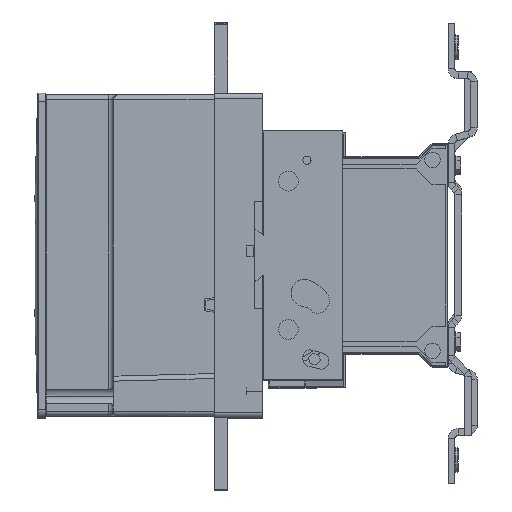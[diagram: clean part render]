
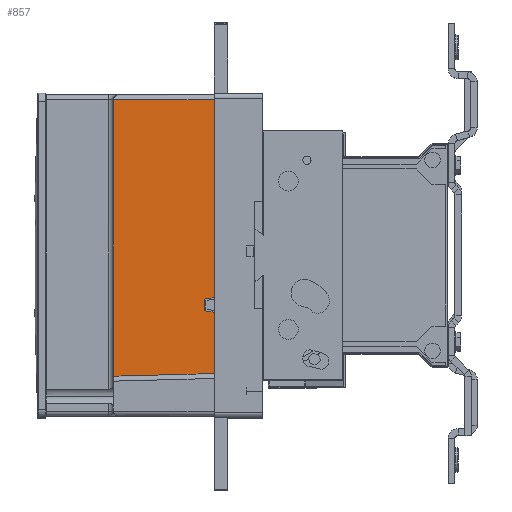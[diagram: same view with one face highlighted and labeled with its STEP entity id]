
A CAD part, top view. The second image highlights one B-rep face of the part: STEP entity #857.
In plain terms, the highlighted planar face has unit normal (0, 0, 1).
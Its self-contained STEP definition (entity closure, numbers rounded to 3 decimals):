
#857 = ADVANCED_FACE ( 'NONE', ( #29826 ), #1711, .F. ) ;
#1227 = CARTESIAN_POINT ( 'NONE',  ( 102., 94.5, 191. ) ) ;
#1711 = PLANE ( 'NONE',  #44988 ) ;
#1879 = CARTESIAN_POINT ( 'NONE',  ( 0., 0., 191. ) ) ;
#4072 = CARTESIAN_POINT ( 'NONE',  ( 102., -97.5, 191. ) ) ;
#5743 = VERTEX_POINT ( 'NONE', #23260 ) ;
#5864 = DIRECTION ( 'NONE',  ( 0., 0., -1. ) ) ;
#6311 = VERTEX_POINT ( 'NONE', #25909 ) ;
#9198 = DIRECTION ( 'NONE',  ( 1., 0., 0. ) ) ;
#9533 = DIRECTION ( 'NONE',  ( -1., 0., 0. ) ) ;
#9822 = DIRECTION ( 'NONE',  ( 0., 1., 0. ) ) ;
#9922 = LINE ( 'NONE', #44080, #28094 ) ;
#10268 = EDGE_LOOP ( 'NONE', ( #19844, #32256, #21822, #11466, #37446, #39977, #40070, #33776 ) ) ;
#10293 = CARTESIAN_POINT ( 'NONE',  ( 40.8, 94.5, 191. ) ) ;
#10415 = CARTESIAN_POINT ( 'NONE',  ( -2.838, -17.224, 191. ) ) ;
#11466 = ORIENTED_EDGE ( 'NONE', *, *, #37816, .F. ) ;
#13031 = VECTOR ( 'NONE', #9822, 1000. ) ;
#13483 = CARTESIAN_POINT ( 'NONE',  ( 96., 0., 191. ) ) ;
#16217 = LINE ( 'NONE', #4072, #19632 ) ;
#17163 = LINE ( 'NONE', #10415, #42721 ) ;
#17916 = VERTEX_POINT ( 'NONE', #25462 ) ;
#18476 = VECTOR ( 'NONE', #24735, 1000. ) ;
#18957 = VECTOR ( 'NONE', #9533, 1000. ) ;
#19632 = VECTOR ( 'NONE', #44386, 1000. ) ;
#19844 = ORIENTED_EDGE ( 'NONE', *, *, #46994, .T. ) ;
#20335 = CARTESIAN_POINT ( 'NONE',  ( 0., 94.5, 191. ) ) ;
#21105 = EDGE_CURVE ( 'NONE', #5743, #6311, #45901, .T. ) ;
#21298 = LINE ( 'NONE', #39671, #18476 ) ;
#21349 = DIRECTION ( 'NONE',  ( -1., -0.026, 0. ) ) ;
#21822 = ORIENTED_EDGE ( 'NONE', *, *, #36388, .T. ) ;
#22661 = DIRECTION ( 'NONE',  ( 0., 1., 0. ) ) ;
#23088 = CARTESIAN_POINT ( 'NONE',  ( 96., -26.489, 191. ) ) ;
#23260 = CARTESIAN_POINT ( 'NONE',  ( 102., -71.697, 191. ) ) ;
#24735 = DIRECTION ( 'NONE',  ( 0.987, 0.163, 0. ) ) ;
#25462 = CARTESIAN_POINT ( 'NONE',  ( 96., -33.511, 191. ) ) ;
#25748 = VERTEX_POINT ( 'NONE', #10293 ) ;
#25909 = CARTESIAN_POINT ( 'NONE',  ( 40.8, -73.3, 191. ) ) ;
#27427 = EDGE_CURVE ( 'NONE', #28720, #27992, #16217, .T. ) ;
#27787 = EDGE_CURVE ( 'NONE', #44551, #5743, #42857, .T. ) ;
#27992 = VERTEX_POINT ( 'NONE', #30053 ) ;
#28094 = VECTOR ( 'NONE', #22661, 1000. ) ;
#28720 = VERTEX_POINT ( 'NONE', #1227 ) ;
#29826 = FACE_OUTER_BOUND ( 'NONE', #10268, .T. ) ;
#30053 = CARTESIAN_POINT ( 'NONE',  ( 102., -25.5, 191. ) ) ;
#32124 = EDGE_CURVE ( 'NONE', #17916, #44551, #17163, .T. ) ;
#32190 = CARTESIAN_POINT ( 'NONE',  ( 102., -34.5, 191. ) ) ;
#32256 = ORIENTED_EDGE ( 'NONE', *, *, #27427, .F. ) ;
#32279 = CARTESIAN_POINT ( 'NONE',  ( 102., -97.5, 191. ) ) ;
#32288 = CARTESIAN_POINT ( 'NONE',  ( 40.8, -73.3, 191. ) ) ;
#33776 = ORIENTED_EDGE ( 'NONE', *, *, #41373, .T. ) ;
#36388 = EDGE_CURVE ( 'NONE', #28720, #25748, #45085, .T. ) ;
#37446 = ORIENTED_EDGE ( 'NONE', *, *, #21105, .F. ) ;
#37816 = EDGE_CURVE ( 'NONE', #6311, #25748, #9922, .T. ) ;
#38857 = DIRECTION ( 'NONE',  ( 0.987, -0.163, 0. ) ) ;
#39671 = CARTESIAN_POINT ( 'NONE',  ( 6.787, -41.19, 191. ) ) ;
#39977 = ORIENTED_EDGE ( 'NONE', *, *, #27787, .F. ) ;
#40070 = ORIENTED_EDGE ( 'NONE', *, *, #32124, .F. ) ;
#40241 = VECTOR ( 'NONE', #21349, 1000. ) ;
#41373 = EDGE_CURVE ( 'NONE', #17916, #46058, #46476, .T. ) ;
#42721 = VECTOR ( 'NONE', #38857, 1000. ) ;
#42857 = LINE ( 'NONE', #32279, #43991 ) ;
#43991 = VECTOR ( 'NONE', #46385, 1000. ) ;
#44080 = CARTESIAN_POINT ( 'NONE',  ( 40.8, -97.5, 191. ) ) ;
#44386 = DIRECTION ( 'NONE',  ( 0., -1., 0. ) ) ;
#44551 = VERTEX_POINT ( 'NONE', #32190 ) ;
#44988 = AXIS2_PLACEMENT_3D ( 'NONE', #1879, #5864, #9198 ) ;
#45085 = LINE ( 'NONE', #20335, #18957 ) ;
#45901 = LINE ( 'NONE', #32288, #40241 ) ;
#46058 = VERTEX_POINT ( 'NONE', #23088 ) ;
#46385 = DIRECTION ( 'NONE',  ( 0., -1., 0. ) ) ;
#46476 = LINE ( 'NONE', #13483, #13031 ) ;
#46994 = EDGE_CURVE ( 'NONE', #46058, #27992, #21298, .T. ) ;
